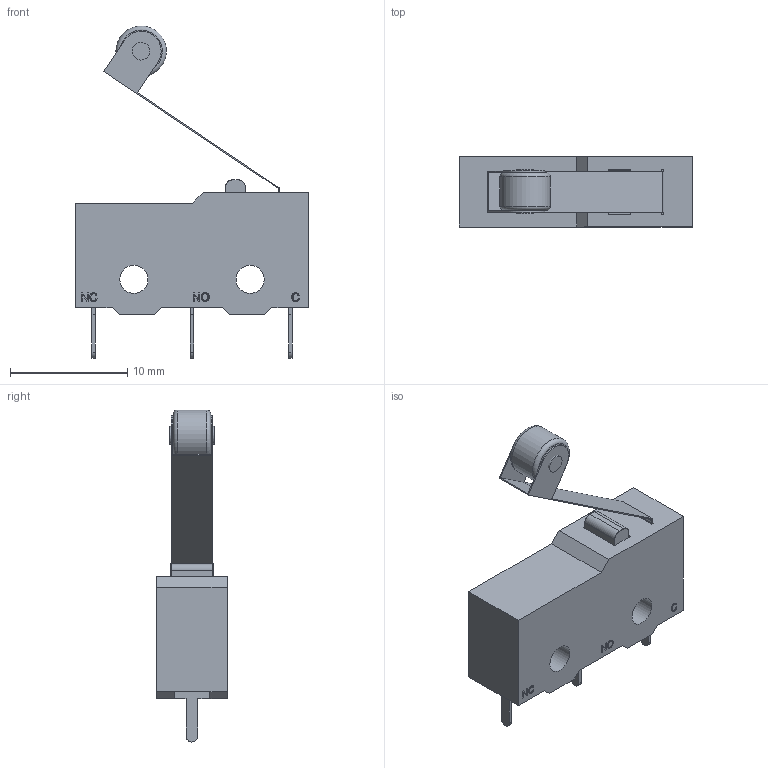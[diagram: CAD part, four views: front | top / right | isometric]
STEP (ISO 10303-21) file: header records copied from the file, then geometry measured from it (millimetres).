
FILE_DESCRIPTION(/* description */ (''),/* implementation_level */ '2;1');
FILE_NAME(/* name */ 'ff005539-6c8e-4882-8ede-d92c0df456a6.stp',/* time_stamp */ '2020-05-19T18:46:22+00:00',/* author */ (''),/* organization */ (''),/* preprocessor_version */ 'ST-DEVELOPER v18.1',/* originating_system */ 'Autodesk Translation Framework v9.3.0.1241',/* authorisation */ '');
FILE_SCHEMA (('AUTOMOTIVE_DESIGN { 1 0 10303 214 3 1 1 }'));
Length unit declared in the file: millimetre
Products named in the file (9): Fim de Curso - KW12-3; Corpo; No; Nc; C; haste; Roldana; Botão; Eixo
Assembly tree (8 placements, depth 2):
  Fim de Curso - KW12-3
    Corpo
    No
    Nc
    C
    haste
    Roldana
    Botão
    Eixo
Bounding box: 19.9 x 6.02 x 28.29 mm (x, y, z)
Volume: 1151.8 mm3; surface area: 1205.5 mm2
Topology: 8 solids, 8 shells, 191 faces, 491 edges, 324 vertices
Faces by surface type: plane 105, bspline 60, cylinder 20, torus 6
Full cylindrical faces by diameter (mm): 1.5 x1, 2.4 x2, 4.3 x1
Entity records: 6614 total; most frequent: CARTESIAN_POINT 2043, ORIENTED_EDGE 982, DIRECTION 717, EDGE_CURVE 491, VERTEX_POINT 324, LINE 321, VECTOR 321, EDGE_LOOP 203
